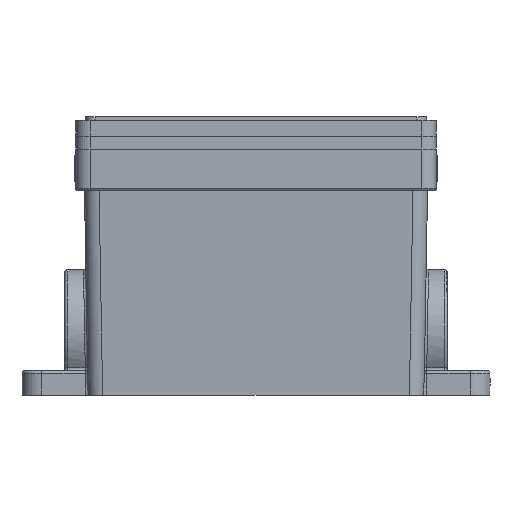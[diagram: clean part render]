
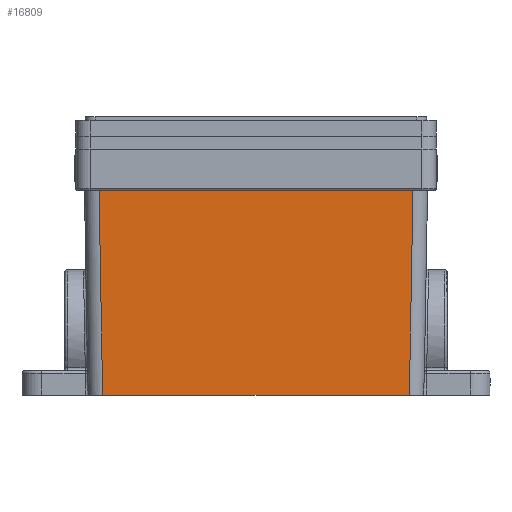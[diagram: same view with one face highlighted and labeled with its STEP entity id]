
A CAD part, left-side view. The second image highlights one B-rep face of the part: STEP entity #16809.
In plain terms, the highlighted planar face has unit normal (-1, 0, -0.018).
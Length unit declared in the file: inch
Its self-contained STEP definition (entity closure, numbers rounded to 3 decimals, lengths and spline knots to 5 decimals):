
#33 = CARTESIAN_POINT ( 'NONE',  ( -4.99291, 1.24493, -3.125 ) ) ;
#2408 = ORIENTED_EDGE ( 'NONE', *, *, #59897, .F. ) ;
#7948 = VECTOR ( 'NONE', #47059, 39.37008 ) ;
#14871 = DIRECTION ( 'NONE',  ( -1., 0., -0.017 ) ) ;
#16809 = ADVANCED_FACE ( 'NONE', ( #37983 ), #37345, .T. ) ;
#17931 = VERTEX_POINT ( 'NONE', #66639 ) ;
#19335 = VECTOR ( 'NONE', #73381, 39.37008 ) ;
#20103 = VERTEX_POINT ( 'NONE', #25257 ) ;
#22343 = LINE ( 'NONE', #33, #33031 ) ;
#22913 = EDGE_LOOP ( 'NONE', ( #2408, #31723, #45185, #48935 ) ) ;
#22988 = DIRECTION ( 'NONE',  ( 0., -1., 0. ) ) ;
#25257 = CARTESIAN_POINT ( 'NONE',  ( -4.99291, 3.21127, -3.125 ) ) ;
#27812 = CARTESIAN_POINT ( 'NONE',  ( -5.03872, 3.25709, -0.5 ) ) ;
#31723 = ORIENTED_EDGE ( 'NONE', *, *, #44566, .T. ) ;
#33031 = VECTOR ( 'NONE', #59994, 39.37008 ) ;
#34417 = CARTESIAN_POINT ( 'NONE',  ( -5.03872, 1.24493, -0.5 ) ) ;
#34449 = EDGE_CURVE ( 'NONE', #44690, #20103, #22343, .T. ) ;
#36122 = CARTESIAN_POINT ( 'NONE',  ( -4.99291, -0.72142, -3.125 ) ) ;
#37345 = PLANE ( 'NONE',  #42619 ) ;
#37983 = FACE_OUTER_BOUND ( 'NONE', #22913, .T. ) ;
#41091 = CARTESIAN_POINT ( 'NONE',  ( -5.03872, 3.25709, -0.5 ) ) ;
#42619 = AXIS2_PLACEMENT_3D ( 'NONE', #42800, #14871, #43525 ) ;
#42800 = CARTESIAN_POINT ( 'NONE',  ( -5.03872, -0.76724, -0.5 ) ) ;
#43525 = DIRECTION ( 'NONE',  ( 0., 1., 0. ) ) ;
#44566 = EDGE_CURVE ( 'NONE', #45093, #20103, #48968, .T. ) ;
#44690 = VERTEX_POINT ( 'NONE', #36122 ) ;
#45093 = VERTEX_POINT ( 'NONE', #27812 ) ;
#45185 = ORIENTED_EDGE ( 'NONE', *, *, #34449, .F. ) ;
#47059 = DIRECTION ( 'NONE',  ( 0.017, -0.017, -1. ) ) ;
#48935 = ORIENTED_EDGE ( 'NONE', *, *, #52988, .F. ) ;
#48968 = LINE ( 'NONE', #41091, #7948 ) ;
#50251 = LINE ( 'NONE', #34417, #72569 ) ;
#52988 = EDGE_CURVE ( 'NONE', #17931, #44690, #53193, .T. ) ;
#53193 = LINE ( 'NONE', #55949, #19335 ) ;
#55949 = CARTESIAN_POINT ( 'NONE',  ( -5.01583, -0.74434, -1.81182 ) ) ;
#59897 = EDGE_CURVE ( 'NONE', #45093, #17931, #50251, .T. ) ;
#59994 = DIRECTION ( 'NONE',  ( 0., 1., 0. ) ) ;
#66639 = CARTESIAN_POINT ( 'NONE',  ( -5.03872, -0.76724, -0.5 ) ) ;
#72569 = VECTOR ( 'NONE', #22988, 39.37008 ) ;
#73381 = DIRECTION ( 'NONE',  ( 0.017, 0.017, -1. ) ) ;
